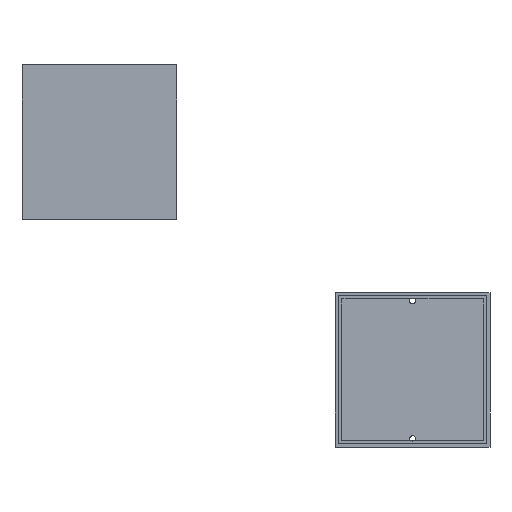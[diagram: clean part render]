
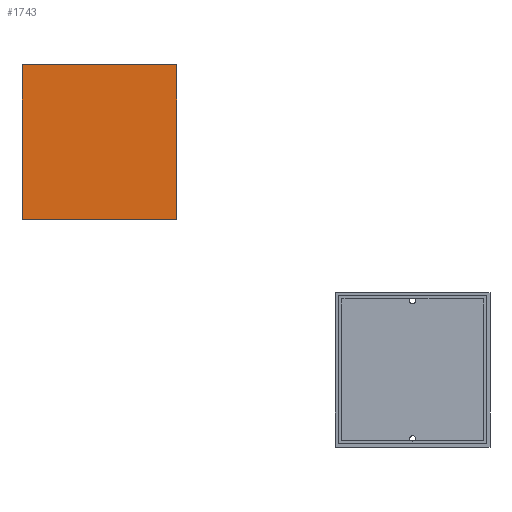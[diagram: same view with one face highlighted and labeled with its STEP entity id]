
A CAD part, front view. The second image highlights one B-rep face of the part: STEP entity #1743.
In plain terms, the highlighted planar face has unit normal (0, -1, 0).
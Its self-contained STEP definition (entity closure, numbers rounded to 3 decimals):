
#154=FACE_OUTER_BOUND('',#259,.T.);
#259=EDGE_LOOP('',(#1471,#1472,#1473,#1474));
#441=LINE('',#2724,#650);
#444=LINE('',#2729,#653);
#446=LINE('',#2733,#655);
#448=LINE('',#2736,#657);
#650=VECTOR('',#2235,10.);
#653=VECTOR('',#2240,10.);
#655=VECTOR('',#2244,10.);
#657=VECTOR('',#2248,10.);
#822=VERTEX_POINT('',#2722);
#823=VERTEX_POINT('',#2723);
#824=VERTEX_POINT('',#2728);
#825=VERTEX_POINT('',#2732);
#1041=EDGE_CURVE('',#822,#823,#441,.T.);
#1044=EDGE_CURVE('',#824,#822,#444,.T.);
#1046=EDGE_CURVE('',#825,#824,#446,.T.);
#1048=EDGE_CURVE('',#823,#825,#448,.T.);
#1471=ORIENTED_EDGE('',*,*,#1048,.F.);
#1472=ORIENTED_EDGE('',*,*,#1041,.F.);
#1473=ORIENTED_EDGE('',*,*,#1044,.F.);
#1474=ORIENTED_EDGE('',*,*,#1046,.F.);
#1655=PLANE('',#1871);
#1743=ADVANCED_FACE('',(#154),#1655,.T.);
#1871=AXIS2_PLACEMENT_3D('',#2737,#2249,#2250);
#2235=DIRECTION('',(1.,0.,0.));
#2240=DIRECTION('',(0.,0.,1.));
#2244=DIRECTION('',(-1.,0.,0.));
#2248=DIRECTION('',(0.,0.,-1.));
#2249=DIRECTION('center_axis',(0.,-1.,0.));
#2250=DIRECTION('ref_axis',(0.,0.,-1.));
#2722=CARTESIAN_POINT('',(-111.223,-2.,-184.428));
#2723=CARTESIAN_POINT('',(-17.223,-2.,-184.428));
#2724=CARTESIAN_POINT('',(-111.223,-2.,-184.428));
#2728=CARTESIAN_POINT('',(-111.223,-2.,-278.428));
#2729=CARTESIAN_POINT('',(-111.223,-2.,-278.428));
#2732=CARTESIAN_POINT('',(-17.223,-2.,-278.428));
#2733=CARTESIAN_POINT('',(-17.223,-2.,-278.428));
#2736=CARTESIAN_POINT('',(-17.223,-2.,-184.428));
#2737=CARTESIAN_POINT('Origin',(-17.222,-2.,-231.428));
